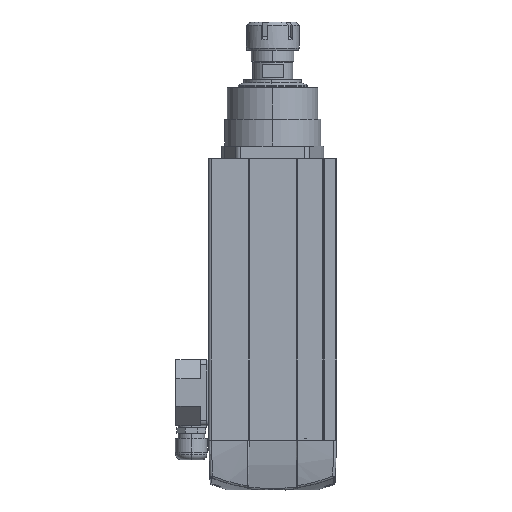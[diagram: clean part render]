
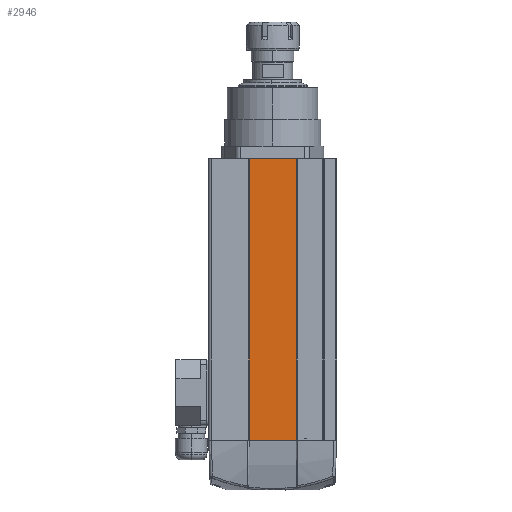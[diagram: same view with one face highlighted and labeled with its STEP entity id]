
A CAD part, left-side view. The second image highlights one B-rep face of the part: STEP entity #2946.
In plain terms, the highlighted planar face has unit normal (-1, 0, 0).
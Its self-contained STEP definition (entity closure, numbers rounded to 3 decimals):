
#297 = CARTESIAN_POINT ( 'NONE',  ( -11214.356, -7631.504, 264. ) ) ;
#804 = EDGE_LOOP ( 'NONE', ( #22675, #10643, #11327, #14429 ) ) ;
#1919 = EDGE_CURVE ( 'NONE', #2013, #5357, #12983, .T. ) ;
#2013 = VERTEX_POINT ( 'NONE', #297 ) ;
#2788 = AXIS2_PLACEMENT_3D ( 'NONE', #26568, #3448, #11609 ) ;
#2946 = ADVANCED_FACE ( 'NONE', ( #26286 ), #20248, .F. ) ;
#3043 = LINE ( 'NONE', #22997, #11567 ) ;
#3143 = EDGE_CURVE ( 'NONE', #14044, #10755, #3043, .T. ) ;
#3398 = DIRECTION ( 'NONE',  ( 0., 0., -1. ) ) ;
#3448 = DIRECTION ( 'NONE',  ( 1., 0., 0. ) ) ;
#3585 = CARTESIAN_POINT ( 'NONE',  ( -11214.356, -7631.504, 264. ) ) ;
#5122 = VECTOR ( 'NONE', #3398, 1000. ) ;
#5357 = VERTEX_POINT ( 'NONE', #5444 ) ;
#5444 = CARTESIAN_POINT ( 'NONE',  ( -11214.356, -7631.504, 0. ) ) ;
#7602 = DIRECTION ( 'NONE',  ( 0., -1., 0. ) ) ;
#10643 = ORIENTED_EDGE ( 'NONE', *, *, #3143, .F. ) ;
#10755 = VERTEX_POINT ( 'NONE', #25620 ) ;
#11327 = ORIENTED_EDGE ( 'NONE', *, *, #22933, .F. ) ;
#11567 = VECTOR ( 'NONE', #26050, 1000. ) ;
#11609 = DIRECTION ( 'NONE',  ( 0., 0., -1. ) ) ;
#12983 = LINE ( 'NONE', #3585, #5122 ) ;
#13265 = VECTOR ( 'NONE', #7602, 1000. ) ;
#14044 = VERTEX_POINT ( 'NONE', #14266 ) ;
#14266 = CARTESIAN_POINT ( 'NONE',  ( -11214.356, -7675.504, 264. ) ) ;
#14429 = ORIENTED_EDGE ( 'NONE', *, *, #1919, .T. ) ;
#19210 = CARTESIAN_POINT ( 'NONE',  ( -11214.356, -7631.504, 0. ) ) ;
#20248 = PLANE ( 'NONE',  #2788 ) ;
#21258 = LINE ( 'NONE', #19210, #26156 ) ;
#22131 = CARTESIAN_POINT ( 'NONE',  ( -11214.356, -7631.504, 264. ) ) ;
#22675 = ORIENTED_EDGE ( 'NONE', *, *, #26814, .T. ) ;
#22933 = EDGE_CURVE ( 'NONE', #2013, #14044, #26982, .T. ) ;
#22997 = CARTESIAN_POINT ( 'NONE',  ( -11214.356, -7675.504, 264. ) ) ;
#25620 = CARTESIAN_POINT ( 'NONE',  ( -11214.356, -7675.504, 0. ) ) ;
#25718 = DIRECTION ( 'NONE',  ( 0., -1., 0. ) ) ;
#26050 = DIRECTION ( 'NONE',  ( 0., 0., -1. ) ) ;
#26156 = VECTOR ( 'NONE', #25718, 1000. ) ;
#26286 = FACE_OUTER_BOUND ( 'NONE', #804, .T. ) ;
#26568 = CARTESIAN_POINT ( 'NONE',  ( -11214.356, -7631.504, 264. ) ) ;
#26814 = EDGE_CURVE ( 'NONE', #5357, #10755, #21258, .T. ) ;
#26982 = LINE ( 'NONE', #22131, #13265 ) ;
